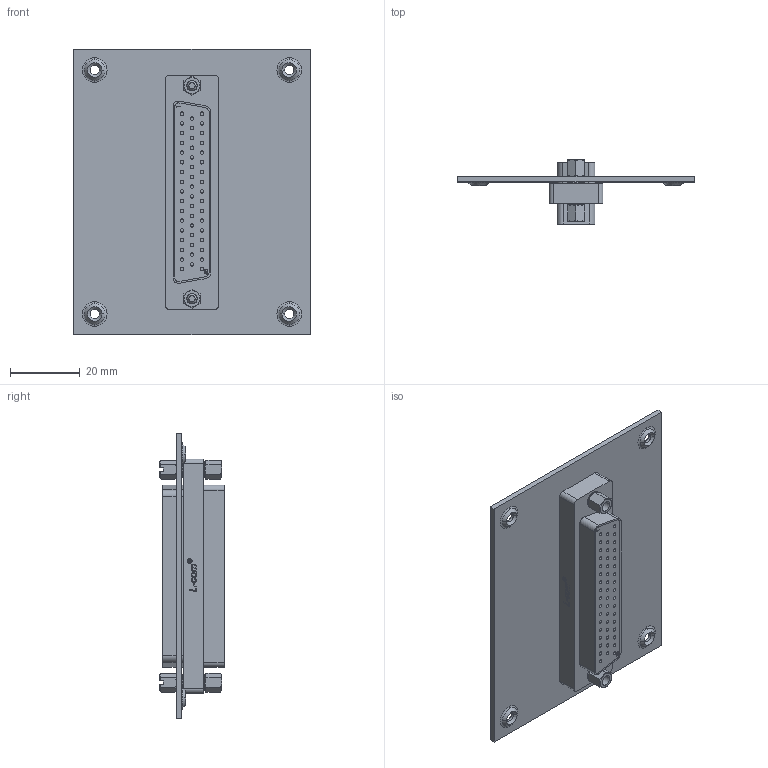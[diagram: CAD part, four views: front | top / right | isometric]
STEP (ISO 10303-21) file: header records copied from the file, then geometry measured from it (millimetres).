
FILE_DESCRIPTION (( 'STEP AP214' ), '1' );
FILE_NAME ('USP1DB50F.STEP', '2019-07-31T17:42:13', ( '' ), ( '' ), 'SwSTEP 2.0', 'SolidWorks 2018', '' );
FILE_SCHEMA (( 'AUTOMOTIVE_DESIGN' ));
Length unit declared in the file: inch
Products named in the file (7): 1AR04-007; SD50S_Without Mounting Flange and Solder Cups; USP1DB50F; DGB50F-MA1_GENDER CHANGER; DGB50F_.060 PANEL OFFSET; 3AA05-002; 3AA06-001
Assembly tree (9 placements, depth 3):
  USP1DB50F
    1AR04-007
    DGB50F_.060 PANEL OFFSET
      DGB50F-MA1_GENDER CHANGER
      SD50S_Without Mounting Flange and Solder Cups  x2
      3AA05-002  x2
      3AA06-001  x2
Bounding box: 68.07 x 18.49 x 82.04 mm (x, y, z)
Volume: 19668.5 mm3; surface area: 19652.1 mm2
Topology: 8 solids, 8 shells, 982 faces, 2359 edges, 1532 vertices
Faces by surface type: plane 419, cylinder 299, bspline 132, cone 92, torus 28, sphere 12
Entity records: 33927 total; most frequent: CARTESIAN_POINT 11249, ORIENTED_EDGE 3456, DIRECTION 3140, EDGE_CURVE 1728, VERTEX_POINT 1129, AXIS2_PLACEMENT_3D 1080, LINE 980, VECTOR 980
